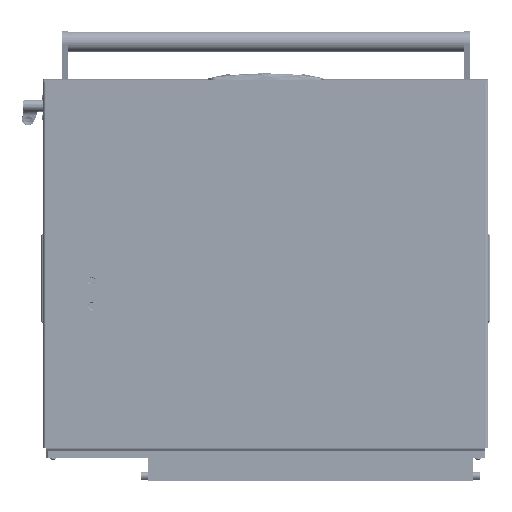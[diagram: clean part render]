
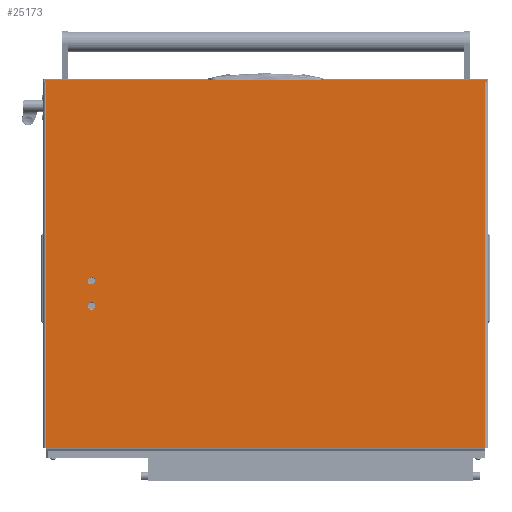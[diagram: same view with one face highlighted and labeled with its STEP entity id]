
A CAD part, front view. The second image highlights one B-rep face of the part: STEP entity #25173.
In plain terms, the highlighted face is planar.
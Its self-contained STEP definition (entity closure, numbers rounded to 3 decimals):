
#519 = EDGE_CURVE ( 'NONE', #28008, #97416, #114433, .T. ) ;
#2120 = VERTEX_POINT ( 'NONE', #17847 ) ;
#2599 = ORIENTED_EDGE ( 'NONE', *, *, #104689, .F. ) ;
#2923 = LINE ( 'NONE', #90005, #74660 ) ;
#4121 = CARTESIAN_POINT ( 'NONE',  ( -2., -4., 0. ) ) ;
#5499 = AXIS2_PLACEMENT_3D ( 'NONE', #71540, #122839, #134295 ) ;
#5642 = AXIS2_PLACEMENT_3D ( 'NONE', #21714, #64203, #141108 ) ;
#8954 = EDGE_LOOP ( 'NONE', ( #76277, #33999 ) ) ;
#9580 = DIRECTION ( 'NONE',  ( 0., 1., 0. ) ) ;
#10655 = AXIS2_PLACEMENT_3D ( 'NONE', #89120, #71630, #125590 ) ;
#11346 = EDGE_CURVE ( 'NONE', #87436, #137690, #12297, .T. ) ;
#12297 = LINE ( 'NONE', #110905, #82632 ) ;
#14200 = DIRECTION ( 'NONE',  ( 0., 1., 0. ) ) ;
#15356 = LINE ( 'NONE', #35505, #40913 ) ;
#16661 = DIRECTION ( 'NONE',  ( 0., 0., -1. ) ) ;
#17847 = CARTESIAN_POINT ( 'NONE',  ( 0., -2., 0. ) ) ;
#20302 = FACE_OUTER_BOUND ( 'NONE', #78217, .T. ) ;
#20769 = EDGE_CURVE ( 'NONE', #29077, #137690, #2923, .T. ) ;
#21017 = CARTESIAN_POINT ( 'NONE',  ( 506., 608., 0. ) ) ;
#21714 = CARTESIAN_POINT ( 'NONE',  ( 0., 608., 0. ) ) ;
#23328 = CARTESIAN_POINT ( 'NONE',  ( 506., 0., 0. ) ) ;
#25173 = ADVANCED_FACE ( 'NONE', ( #105472, #33182, #20302 ), #118888, .T. ) ;
#25441 = DIRECTION ( 'NONE',  ( -1., 0., 0. ) ) ;
#26695 = VECTOR ( 'NONE', #140556, 1000. ) ;
#28008 = VERTEX_POINT ( 'NONE', #43281 ) ;
#29077 = VERTEX_POINT ( 'NONE', #21017 ) ;
#29634 = CARTESIAN_POINT ( 'NONE',  ( 315.2, 545., 0. ) ) ;
#33182 = FACE_BOUND ( 'NONE', #46342, .T. ) ;
#33566 = DIRECTION ( 'NONE',  ( -1., 0., 0. ) ) ;
#33996 = LINE ( 'NONE', #76493, #63336 ) ;
#33999 = ORIENTED_EDGE ( 'NONE', *, *, #63369, .F. ) ;
#35505 = CARTESIAN_POINT ( 'NONE',  ( 0., 608., 0. ) ) ;
#37294 = VERTEX_POINT ( 'NONE', #29634 ) ;
#40913 = VECTOR ( 'NONE', #25441, 1000. ) ;
#43281 = CARTESIAN_POINT ( 'NONE',  ( 0., 608., 0. ) ) ;
#46342 = EDGE_LOOP ( 'NONE', ( #99681, #2599 ) ) ;
#46524 = CARTESIAN_POINT ( 'NONE',  ( 0., 0., 0. ) ) ;
#50355 = DIRECTION ( 'NONE',  ( 0., 1., 0. ) ) ;
#50392 = ORIENTED_EDGE ( 'NONE', *, *, #136495, .F. ) ;
#54390 = EDGE_CURVE ( 'NONE', #2120, #129269, #65040, .T. ) ;
#55281 = CARTESIAN_POINT ( 'NONE',  ( 304.8, 545., 0. ) ) ;
#58002 = CARTESIAN_POINT ( 'NONE',  ( 275., 545., 0. ) ) ;
#59605 = EDGE_CURVE ( 'NONE', #68970, #37294, #123755, .T. ) ;
#60218 = LINE ( 'NONE', #4121, #123239 ) ;
#61164 = CARTESIAN_POINT ( 'NONE',  ( 0., -4., 0. ) ) ;
#63336 = VECTOR ( 'NONE', #9580, 1000. ) ;
#63369 = EDGE_CURVE ( 'NONE', #129935, #80867, #91780, .T. ) ;
#64203 = DIRECTION ( 'NONE',  ( 0., 0., -1. ) ) ;
#65040 = LINE ( 'NONE', #108967, #26695 ) ;
#65193 = CIRCLE ( 'NONE', #5499, 5.2 ) ;
#68970 = VERTEX_POINT ( 'NONE', #55281 ) ;
#69357 = CARTESIAN_POINT ( 'NONE',  ( -2., 610., 0. ) ) ;
#71045 = CARTESIAN_POINT ( 'NONE',  ( 0., 610., 0. ) ) ;
#71540 = CARTESIAN_POINT ( 'NONE',  ( 275., 545., 0. ) ) ;
#71630 = DIRECTION ( 'NONE',  ( 0., 0., -1. ) ) ;
#72425 = VERTEX_POINT ( 'NONE', #69357 ) ;
#72764 = CIRCLE ( 'NONE', #10655, 5.2 ) ;
#74660 = VECTOR ( 'NONE', #113057, 1000. ) ;
#75386 = DIRECTION ( 'NONE',  ( 1., 0., 0. ) ) ;
#75516 = AXIS2_PLACEMENT_3D ( 'NONE', #92928, #16661, #136788 ) ;
#76277 = ORIENTED_EDGE ( 'NONE', *, *, #124001, .F. ) ;
#76493 = CARTESIAN_POINT ( 'NONE',  ( 0., -4., 0. ) ) ;
#77384 = ORIENTED_EDGE ( 'NONE', *, *, #54390, .T. ) ;
#78212 = DIRECTION ( 'NONE',  ( 0., 0., -1. ) ) ;
#78217 = EDGE_LOOP ( 'NONE', ( #50392, #77384, #93885, #116298, #121768, #94530, #113729, #117910 ) ) ;
#80867 = VERTEX_POINT ( 'NONE', #141294 ) ;
#81223 = EDGE_CURVE ( 'NONE', #129269, #72425, #60218, .T. ) ;
#82632 = VECTOR ( 'NONE', #109512, 1000. ) ;
#83269 = CARTESIAN_POINT ( 'NONE',  ( -2., -2., 0. ) ) ;
#87436 = VERTEX_POINT ( 'NONE', #46524 ) ;
#89120 = CARTESIAN_POINT ( 'NONE',  ( 310., 545., 0. ) ) ;
#90005 = CARTESIAN_POINT ( 'NONE',  ( 506., 608., 0. ) ) ;
#91780 = CIRCLE ( 'NONE', #126211, 5.2 ) ;
#92928 = CARTESIAN_POINT ( 'NONE',  ( 310., 545., 0. ) ) ;
#93885 = ORIENTED_EDGE ( 'NONE', *, *, #81223, .T. ) ;
#94530 = ORIENTED_EDGE ( 'NONE', *, *, #114322, .F. ) ;
#97416 = VERTEX_POINT ( 'NONE', #71045 ) ;
#99681 = ORIENTED_EDGE ( 'NONE', *, *, #59605, .F. ) ;
#104689 = EDGE_CURVE ( 'NONE', #37294, #68970, #72764, .T. ) ;
#105472 = FACE_BOUND ( 'NONE', #8954, .T. ) ;
#105679 = CARTESIAN_POINT ( 'NONE',  ( 0., 610., 0. ) ) ;
#108004 = VECTOR ( 'NONE', #50355, 1000. ) ;
#108967 = CARTESIAN_POINT ( 'NONE',  ( 0., -2., 0. ) ) ;
#109512 = DIRECTION ( 'NONE',  ( 1., 0., 0. ) ) ;
#110905 = CARTESIAN_POINT ( 'NONE',  ( 0., 0., 0. ) ) ;
#113057 = DIRECTION ( 'NONE',  ( 0., -1., 0. ) ) ;
#113729 = ORIENTED_EDGE ( 'NONE', *, *, #20769, .T. ) ;
#114322 = EDGE_CURVE ( 'NONE', #29077, #28008, #15356, .T. ) ;
#114433 = LINE ( 'NONE', #61164, #108004 ) ;
#116298 = ORIENTED_EDGE ( 'NONE', *, *, #130560, .T. ) ;
#117910 = ORIENTED_EDGE ( 'NONE', *, *, #11346, .F. ) ;
#118888 = PLANE ( 'NONE',  #5642 ) ;
#121768 = ORIENTED_EDGE ( 'NONE', *, *, #519, .F. ) ;
#122839 = DIRECTION ( 'NONE',  ( 0., 0., -1. ) ) ;
#123239 = VECTOR ( 'NONE', #14200, 1000. ) ;
#123755 = CIRCLE ( 'NONE', #75516, 5.2 ) ;
#124001 = EDGE_CURVE ( 'NONE', #80867, #129935, #65193, .T. ) ;
#125590 = DIRECTION ( 'NONE',  ( -1., 0., 0. ) ) ;
#126211 = AXIS2_PLACEMENT_3D ( 'NONE', #58002, #78212, #33566 ) ;
#129269 = VERTEX_POINT ( 'NONE', #83269 ) ;
#129328 = LINE ( 'NONE', #105679, #132928 ) ;
#129935 = VERTEX_POINT ( 'NONE', #134572 ) ;
#130560 = EDGE_CURVE ( 'NONE', #72425, #97416, #129328, .T. ) ;
#132928 = VECTOR ( 'NONE', #75386, 1000. ) ;
#134295 = DIRECTION ( 'NONE',  ( -1., 0., 0. ) ) ;
#134572 = CARTESIAN_POINT ( 'NONE',  ( 280.2, 545., 0. ) ) ;
#136495 = EDGE_CURVE ( 'NONE', #2120, #87436, #33996, .T. ) ;
#136788 = DIRECTION ( 'NONE',  ( -1., 0., 0. ) ) ;
#137690 = VERTEX_POINT ( 'NONE', #23328 ) ;
#140556 = DIRECTION ( 'NONE',  ( -1., 0., 0. ) ) ;
#141108 = DIRECTION ( 'NONE',  ( -1., 0., 0. ) ) ;
#141294 = CARTESIAN_POINT ( 'NONE',  ( 269.8, 545., 0. ) ) ;
